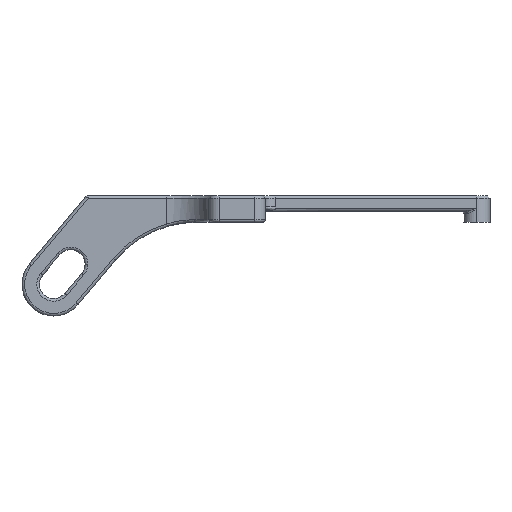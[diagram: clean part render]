
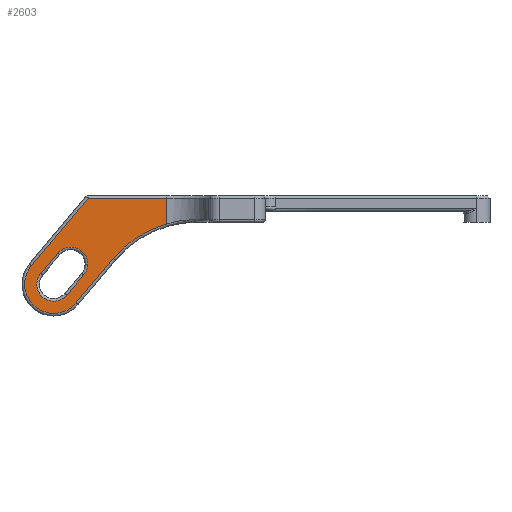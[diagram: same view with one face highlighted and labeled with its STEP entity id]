
A CAD part, left-side view. The second image highlights one B-rep face of the part: STEP entity #2603.
In plain terms, the highlighted planar face has unit normal (-1, 0, 0).
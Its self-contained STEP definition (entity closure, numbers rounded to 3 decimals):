
#21 = CARTESIAN_POINT ( 'NONE',  ( -86.942, -42.424, 14.638 ) ) ;
#500 = EDGE_LOOP ( 'NONE', ( #14712, #7073, #23219, #3229, #2953 ) ) ;
#724 = ORIENTED_EDGE ( 'NONE', *, *, #18378, .T. ) ;
#1334 = CARTESIAN_POINT ( 'NONE',  ( -86.942, -44.186, 13.159 ) ) ;
#1353 = ORIENTED_EDGE ( 'NONE', *, *, #4162, .T. ) ;
#1506 = CIRCLE ( 'NONE', #18635, 3.2 ) ;
#1562 = AXIS2_PLACEMENT_3D ( 'NONE', #3010, #24177, #2617 ) ;
#1579 = EDGE_CURVE ( 'NONE', #21217, #14149, #14694, .T. ) ;
#1607 = EDGE_CURVE ( 'NONE', #5055, #9202, #1506, .T. ) ;
#2603 = ADVANCED_FACE ( 'NONE', ( #20030, #18505 ), #16597, .T. ) ;
#2617 = DIRECTION ( 'NONE',  ( 0., 1., 0. ) ) ;
#2846 = EDGE_CURVE ( 'NONE', #23837, #17401, #9314, .T. ) ;
#2921 = AXIS2_PLACEMENT_3D ( 'NONE', #15087, #19534, #13548 ) ;
#2953 = ORIENTED_EDGE ( 'NONE', *, *, #1607, .T. ) ;
#3010 = CARTESIAN_POINT ( 'NONE',  ( -86.942, -13.001, 25. ) ) ;
#3229 = ORIENTED_EDGE ( 'NONE', *, *, #10530, .T. ) ;
#3504 = CARTESIAN_POINT ( 'NONE',  ( -86.942, -33.144, 0.4 ) ) ;
#3814 = DIRECTION ( 'NONE',  ( 1., 0., 0. ) ) ;
#4162 = EDGE_CURVE ( 'NONE', #4518, #18387, #9184, .T. ) ;
#4343 = EDGE_CURVE ( 'NONE', #4629, #7596, #14355, .T. ) ;
#4363 = EDGE_CURVE ( 'NONE', #14149, #4629, #17063, .T. ) ;
#4375 = ORIENTED_EDGE ( 'NONE', *, *, #4569, .T. ) ;
#4518 = VERTEX_POINT ( 'NONE', #11927 ) ;
#4569 = EDGE_CURVE ( 'NONE', #18387, #21217, #21127, .T. ) ;
#4629 = VERTEX_POINT ( 'NONE', #14203 ) ;
#5055 = VERTEX_POINT ( 'NONE', #5737 ) ;
#5585 = CARTESIAN_POINT ( 'NONE',  ( -86.942, -35.759, 20.23 ) ) ;
#5730 = VECTOR ( 'NONE', #16716, 1000. ) ;
#5737 = CARTESIAN_POINT ( 'NONE',  ( -86.942, -37.521, 18.751 ) ) ;
#5871 = DIRECTION ( 'NONE',  ( 1., 0., 0. ) ) ;
#5968 = DIRECTION ( 'NONE',  ( 0., 1., 0. ) ) ;
#6104 = VECTOR ( 'NONE', #19638, 1000. ) ;
#6233 = ORIENTED_EDGE ( 'NONE', *, *, #4363, .T. ) ;
#6553 = CIRCLE ( 'NONE', #2921, 3.2 ) ;
#6664 = DIRECTION ( 'NONE',  ( -1., 0., 0. ) ) ;
#6724 = CARTESIAN_POINT ( 'NONE',  ( -86.942, -33.558, 12.864 ) ) ;
#7073 = ORIENTED_EDGE ( 'NONE', *, *, #14265, .T. ) ;
#7247 = AXIS2_PLACEMENT_3D ( 'NONE', #21170, #3814, #5968 ) ;
#7596 = VERTEX_POINT ( 'NONE', #18990 ) ;
#8039 = CARTESIAN_POINT ( 'NONE',  ( -86.942, -39.972, 16.695 ) ) ;
#8720 = CARTESIAN_POINT ( 'NONE',  ( -86.942, -39.972, 16.695 ) ) ;
#9184 = LINE ( 'NONE', #11216, #9331 ) ;
#9202 = VERTEX_POINT ( 'NONE', #21 ) ;
#9314 = CIRCLE ( 'NONE', #7247, 3.2 ) ;
#9331 = VECTOR ( 'NONE', #25099, 1000. ) ;
#9425 = CARTESIAN_POINT ( 'NONE',  ( -86.942, -39.21, 10.807 ) ) ;
#9484 = DIRECTION ( 'NONE',  ( 0., 1., 0. ) ) ;
#9783 = VERTEX_POINT ( 'NONE', #9425 ) ;
#10104 = AXIS2_PLACEMENT_3D ( 'NONE', #24355, #18377, #21821 ) ;
#10480 = VECTOR ( 'NONE', #17131, 1000. ) ;
#10530 = EDGE_CURVE ( 'NONE', #17401, #5055, #11863, .T. ) ;
#10531 = VECTOR ( 'NONE', #20097, 1000. ) ;
#11216 = CARTESIAN_POINT ( 'NONE',  ( -86.942, -44.186, 13.159 ) ) ;
#11863 = LINE ( 'NONE', #21543, #6104 ) ;
#11927 = CARTESIAN_POINT ( 'NONE',  ( -86.942, -33.479, 0.4 ) ) ;
#12020 = EDGE_CURVE ( 'NONE', #9202, #9783, #20783, .T. ) ;
#12211 = ORIENTED_EDGE ( 'NONE', *, *, #4343, .T. ) ;
#12706 = CARTESIAN_POINT ( 'NONE',  ( -86.942, -18.625, 22.695 ) ) ;
#12752 = CARTESIAN_POINT ( 'NONE',  ( -86.942, -11.974, -21.651 ) ) ;
#13326 = DIRECTION ( 'NONE',  ( 0., -1., 0. ) ) ;
#13548 = DIRECTION ( 'NONE',  ( 0., 1., 0. ) ) ;
#14149 = VERTEX_POINT ( 'NONE', #20822 ) ;
#14203 = CARTESIAN_POINT ( 'NONE',  ( -86.942, -18.625, 5.287 ) ) ;
#14265 = EDGE_CURVE ( 'NONE', #9783, #23837, #6553, .T. ) ;
#14355 = LINE ( 'NONE', #12706, #10531 ) ;
#14694 = LINE ( 'NONE', #19038, #10480 ) ;
#14712 = ORIENTED_EDGE ( 'NONE', *, *, #12020, .T. ) ;
#15087 = CARTESIAN_POINT ( 'NONE',  ( -86.942, -36.758, 12.864 ) ) ;
#15640 = VECTOR ( 'NONE', #13326, 1000. ) ;
#16597 = PLANE ( 'NONE',  #10104 ) ;
#16655 = LINE ( 'NONE', #3504, #15640 ) ;
#16716 = DIRECTION ( 'NONE',  ( 0., 0.643, -0.766 ) ) ;
#17063 = CIRCLE ( 'NONE', #1562, 20.5 ) ;
#17131 = DIRECTION ( 'NONE',  ( 0., 0.643, -0.766 ) ) ;
#17401 = VERTEX_POINT ( 'NONE', #17510 ) ;
#17510 = CARTESIAN_POINT ( 'NONE',  ( -86.942, -34.307, 14.921 ) ) ;
#18377 = DIRECTION ( 'NONE',  ( -1., 0., 0. ) ) ;
#18378 = EDGE_CURVE ( 'NONE', #7596, #4518, #16655, .T. ) ;
#18387 = VERTEX_POINT ( 'NONE', #1334 ) ;
#18505 = FACE_OUTER_BOUND ( 'NONE', #22856, .T. ) ;
#18635 = AXIS2_PLACEMENT_3D ( 'NONE', #8039, #5871, #9484 ) ;
#18969 = ORIENTED_EDGE ( 'NONE', *, *, #1579, .T. ) ;
#18990 = CARTESIAN_POINT ( 'NONE',  ( -86.942, -18.625, 0.4 ) ) ;
#19038 = CARTESIAN_POINT ( 'NONE',  ( -86.942, -28.705, 11.823 ) ) ;
#19534 = DIRECTION ( 'NONE',  ( 1., 0., 0. ) ) ;
#19638 = DIRECTION ( 'NONE',  ( 0., -0.643, 0.766 ) ) ;
#20030 = FACE_BOUND ( 'NONE', #500, .T. ) ;
#20068 = DIRECTION ( 'NONE',  ( 0., 1., 0. ) ) ;
#20097 = DIRECTION ( 'NONE',  ( 0., 0., -1. ) ) ;
#20783 = LINE ( 'NONE', #12752, #5730 ) ;
#20822 = CARTESIAN_POINT ( 'NONE',  ( -86.942, -28.705, 11.823 ) ) ;
#21127 = CIRCLE ( 'NONE', #24371, 5.5 ) ;
#21170 = CARTESIAN_POINT ( 'NONE',  ( -86.942, -36.758, 12.864 ) ) ;
#21217 = VERTEX_POINT ( 'NONE', #5585 ) ;
#21543 = CARTESIAN_POINT ( 'NONE',  ( -86.942, -7.071, -17.537 ) ) ;
#21821 = DIRECTION ( 'NONE',  ( 0., 1., 0. ) ) ;
#22856 = EDGE_LOOP ( 'NONE', ( #12211, #724, #1353, #4375, #18969, #6233 ) ) ;
#23219 = ORIENTED_EDGE ( 'NONE', *, *, #2846, .T. ) ;
#23837 = VERTEX_POINT ( 'NONE', #6724 ) ;
#24177 = DIRECTION ( 'NONE',  ( 1., 0., 0. ) ) ;
#24355 = CARTESIAN_POINT ( 'NONE',  ( -86.942, 40.875, 22.695 ) ) ;
#24371 = AXIS2_PLACEMENT_3D ( 'NONE', #8720, #6664, #20068 ) ;
#25099 = DIRECTION ( 'NONE',  ( 0., -0.643, 0.766 ) ) ;
